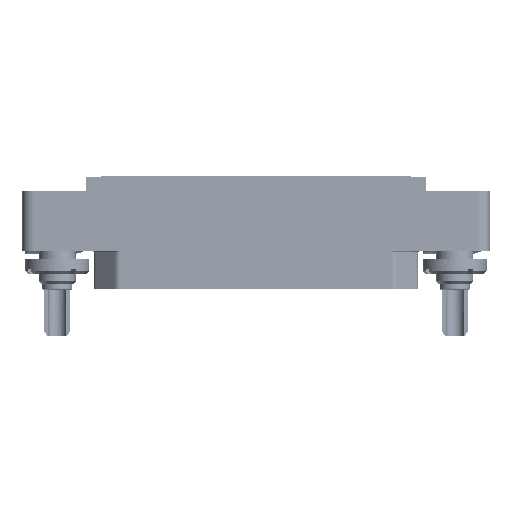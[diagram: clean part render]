
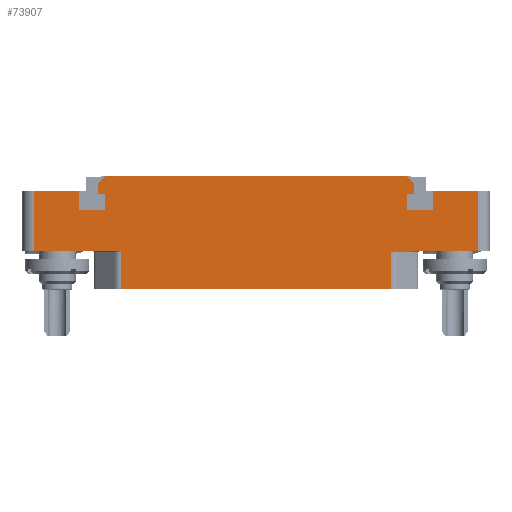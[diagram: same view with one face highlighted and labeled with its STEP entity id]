
A CAD part, top view. The second image highlights one B-rep face of the part: STEP entity #73907.
In plain terms, the highlighted planar face has unit normal (0, 0, 1).
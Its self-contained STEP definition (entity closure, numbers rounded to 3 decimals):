
#1=DIRECTION('',(1.,0.,0.));
#2=VECTOR('',#1,7.8);
#3=CARTESIAN_POINT('',(-38.,10.25,7.));
#4=LINE('',#3,#2);
#5=DIRECTION('',(0.,-1.,0.));
#6=VECTOR('',#5,3.2);
#7=CARTESIAN_POINT('',(-30.2,10.25,7.));
#8=LINE('',#7,#6);
#9=DIRECTION('',(1.,0.,0.));
#10=VECTOR('',#9,4.4);
#11=CARTESIAN_POINT('',(-30.2,7.05,7.));
#12=LINE('',#11,#10);
#13=DIRECTION('',(0.,1.,0.));
#14=VECTOR('',#13,2.6);
#15=CARTESIAN_POINT('',(-25.8,7.05,7.));
#16=LINE('',#15,#14);
#17=DIRECTION('',(-1.,0.,0.));
#18=VECTOR('',#17,1.2);
#19=CARTESIAN_POINT('',(-25.8,9.65,7.));
#20=LINE('',#19,#18);
#21=DIRECTION('',(0.,-1.,0.));
#22=VECTOR('',#21,1.9);
#23=CARTESIAN_POINT('',(-27.,11.55,7.));
#24=LINE('',#23,#22);
#25=DIRECTION('',(1.,0.,0.));
#26=VECTOR('',#25,51.6);
#27=CARTESIAN_POINT('',(-25.8,12.75,7.));
#28=LINE('',#27,#26);
#29=DIRECTION('',(0.,-1.,0.));
#30=VECTOR('',#29,1.9);
#31=CARTESIAN_POINT('',(27.,11.55,7.));
#32=LINE('',#31,#30);
#33=DIRECTION('',(-1.,0.,0.));
#34=VECTOR('',#33,1.2);
#35=CARTESIAN_POINT('',(27.,9.65,7.));
#36=LINE('',#35,#34);
#37=DIRECTION('',(0.,-1.,0.));
#38=VECTOR('',#37,2.6);
#39=CARTESIAN_POINT('',(25.8,9.65,7.));
#40=LINE('',#39,#38);
#41=DIRECTION('',(1.,0.,0.));
#42=VECTOR('',#41,4.4);
#43=CARTESIAN_POINT('',(25.8,7.05,7.));
#44=LINE('',#43,#42);
#45=DIRECTION('',(0.,1.,0.));
#46=VECTOR('',#45,3.2);
#47=CARTESIAN_POINT('',(30.2,7.05,7.));
#48=LINE('',#47,#46);
#49=DIRECTION('',(1.,0.,0.));
#50=VECTOR('',#49,7.8);
#51=CARTESIAN_POINT('',(30.2,10.25,7.));
#52=LINE('',#51,#50);
#109=DIRECTION('',(1.,0.,0.));
#110=VECTOR('',#109,14.082);
#111=CARTESIAN_POINT('',(23.918,0.,7.));
#112=LINE('',#111,#110);
#3676=DIRECTION('',(-1.,0.,0.));
#3677=VECTOR('',#3676,46.236);
#3678=CARTESIAN_POINT('',(23.118,-6.5,7.));
#3679=LINE('',#3678,#3677);
#3767=DIRECTION('',(1.,0.,0.));
#3768=VECTOR('',#3767,14.082);
#3769=CARTESIAN_POINT('',(-38.,0.,7.));
#3770=LINE('',#3769,#3768);
#7201=DIRECTION('',(0.,-1.,0.));
#7202=VECTOR('',#7201,10.25);
#7203=CARTESIAN_POINT('',(-38.,10.25,7.));
#7204=LINE('',#7203,#7202);
#9133=DIRECTION('',(0.707,-0.707,0.));
#9134=VECTOR('',#9133,1.697);
#9135=CARTESIAN_POINT('',(25.8,12.75,7.));
#9136=LINE('',#9135,#9134);
#9141=DIRECTION('',(-0.707,-0.707,0.));
#9142=VECTOR('',#9141,1.697);
#9143=CARTESIAN_POINT('',(-25.8,12.75,7.));
#9144=LINE('',#9143,#9142);
#59252=CARTESIAN_POINT('',(-23.918,0.,7.));
#59253=CARTESIAN_POINT('',(-23.907,0.,7.));
#59254=CARTESIAN_POINT('',(-23.884,0.,7.));
#59255=CARTESIAN_POINT('',(-23.85,-0.002,7.));
#59256=CARTESIAN_POINT('',(-23.814,-0.005,7.));
#59257=CARTESIAN_POINT('',(-23.776,-0.01,7.));
#59258=CARTESIAN_POINT('',(-23.734,-0.016,7.));
#59259=CARTESIAN_POINT('',(-23.688,-0.024,7.));
#59260=CARTESIAN_POINT('',(-23.636,-0.035,7.));
#59261=CARTESIAN_POINT('',(-23.577,-0.049,7.));
#59262=CARTESIAN_POINT('',(-23.515,-0.066,7.));
#59263=CARTESIAN_POINT('',(-23.451,-0.085,7.));
#59264=CARTESIAN_POINT('',(-23.385,-0.106,7.));
#59265=CARTESIAN_POINT('',(-23.318,-0.128,7.));
#59266=CARTESIAN_POINT('',(-23.251,-0.152,7.));
#59267=CARTESIAN_POINT('',(-23.184,-0.176,7.));
#59268=CARTESIAN_POINT('',(-23.14,-0.192,7.));
#59269=CARTESIAN_POINT('',(-23.118,-0.2,7.));
#59271=DIRECTION('',(0.,1.,0.));
#59272=VECTOR('',#59271,6.3);
#59273=CARTESIAN_POINT('',(-23.118,-6.5,7.));
#59274=LINE('',#59273,#59272);
#59347=DIRECTION('',(0.,1.,0.));
#59348=VECTOR('',#59347,6.3);
#59349=CARTESIAN_POINT('',(23.118,-6.5,7.));
#59350=LINE('',#59349,#59348);
#59356=CARTESIAN_POINT('',(23.118,-0.2,7.));
#59357=CARTESIAN_POINT('',(23.14,-0.192,7.));
#59358=CARTESIAN_POINT('',(23.184,-0.176,7.));
#59359=CARTESIAN_POINT('',(23.251,-0.152,7.));
#59360=CARTESIAN_POINT('',(23.318,-0.128,7.));
#59361=CARTESIAN_POINT('',(23.385,-0.106,7.));
#59362=CARTESIAN_POINT('',(23.451,-0.085,7.));
#59363=CARTESIAN_POINT('',(23.515,-0.066,7.));
#59364=CARTESIAN_POINT('',(23.577,-0.049,7.));
#59365=CARTESIAN_POINT('',(23.636,-0.035,7.));
#59366=CARTESIAN_POINT('',(23.688,-0.024,7.));
#59367=CARTESIAN_POINT('',(23.734,-0.016,7.));
#59368=CARTESIAN_POINT('',(23.776,-0.01,7.));
#59369=CARTESIAN_POINT('',(23.814,-0.005,7.));
#59370=CARTESIAN_POINT('',(23.85,-0.002,7.));
#59371=CARTESIAN_POINT('',(23.884,0.,7.));
#59372=CARTESIAN_POINT('',(23.907,0.,7.));
#59373=CARTESIAN_POINT('',(23.918,0.,7.));
#59421=DIRECTION('',(0.,1.,0.));
#59422=VECTOR('',#59421,10.25);
#59423=CARTESIAN_POINT('',(38.,0.,7.));
#59424=LINE('',#59423,#59422);
#61958=CARTESIAN_POINT('',(-30.2,10.25,7.));
#61959=CARTESIAN_POINT('',(-30.2,7.05,7.));
#61960=VERTEX_POINT('',#61958);
#61961=VERTEX_POINT('',#61959);
#61962=CARTESIAN_POINT('',(-25.8,7.05,7.));
#61963=VERTEX_POINT('',#61962);
#61964=CARTESIAN_POINT('',(-25.8,9.65,7.));
#61965=VERTEX_POINT('',#61964);
#61966=CARTESIAN_POINT('',(-27.,9.65,7.));
#61967=VERTEX_POINT('',#61966);
#61968=CARTESIAN_POINT('',(27.,9.65,7.));
#61969=CARTESIAN_POINT('',(25.8,9.65,7.));
#61970=VERTEX_POINT('',#61968);
#61971=VERTEX_POINT('',#61969);
#61972=CARTESIAN_POINT('',(25.8,7.05,7.));
#61973=VERTEX_POINT('',#61972);
#61974=CARTESIAN_POINT('',(30.2,7.05,7.));
#61975=VERTEX_POINT('',#61974);
#61976=CARTESIAN_POINT('',(30.2,10.25,7.));
#61977=VERTEX_POINT('',#61976);
#61982=CARTESIAN_POINT('',(-27.,11.55,7.));
#61984=VERTEX_POINT('',#61982);
#61986=CARTESIAN_POINT('',(-25.8,12.75,7.));
#61987=VERTEX_POINT('',#61986);
#61988=CARTESIAN_POINT('',(27.,11.55,7.));
#61990=VERTEX_POINT('',#61988);
#61992=CARTESIAN_POINT('',(25.8,12.75,7.));
#61993=VERTEX_POINT('',#61992);
#62070=CARTESIAN_POINT('',(38.,0.,7.));
#62071=CARTESIAN_POINT('',(38.,10.25,7.));
#62072=VERTEX_POINT('',#62070);
#62073=VERTEX_POINT('',#62071);
#62078=CARTESIAN_POINT('',(-38.,10.25,7.));
#62079=CARTESIAN_POINT('',(-38.,0.,7.));
#62080=VERTEX_POINT('',#62078);
#62081=VERTEX_POINT('',#62079);
#62303=CARTESIAN_POINT('',(23.118,-6.5,7.));
#62305=VERTEX_POINT('',#62303);
#62306=CARTESIAN_POINT('',(-23.118,-6.5,7.));
#62308=VERTEX_POINT('',#62306);
#62338=CARTESIAN_POINT('',(-23.118,-0.2,7.));
#62339=VERTEX_POINT('',#62338);
#62340=CARTESIAN_POINT('',(-23.918,0.,7.));
#62341=VERTEX_POINT('',#62340);
#62342=CARTESIAN_POINT('',(23.118,-0.2,7.));
#62344=VERTEX_POINT('',#62342);
#62346=CARTESIAN_POINT('',(23.918,0.,7.));
#62348=VERTEX_POINT('',#62346);
#73852=CARTESIAN_POINT('',(0.,0.,7.));
#73853=DIRECTION('',(0.,0.,-1.));
#73854=DIRECTION('',(-1.,0.,0.));
#73855=AXIS2_PLACEMENT_3D('',#73852,#73853,#73854);
#73856=PLANE('',#73855);
#73858=ORIENTED_EDGE('',*,*,#73857,.F.);
#73860=ORIENTED_EDGE('',*,*,#73859,.F.);
#73862=ORIENTED_EDGE('',*,*,#73861,.F.);
#73864=ORIENTED_EDGE('',*,*,#73863,.T.);
#73866=ORIENTED_EDGE('',*,*,#73865,.T.);
#73868=ORIENTED_EDGE('',*,*,#73867,.F.);
#73870=ORIENTED_EDGE('',*,*,#73869,.F.);
#73872=ORIENTED_EDGE('',*,*,#73871,.F.);
#73874=ORIENTED_EDGE('',*,*,#73873,.T.);
#73876=ORIENTED_EDGE('',*,*,#73875,.T.);
#73878=ORIENTED_EDGE('',*,*,#73877,.T.);
#73880=ORIENTED_EDGE('',*,*,#73879,.T.);
#73882=ORIENTED_EDGE('',*,*,#73881,.T.);
#73884=ORIENTED_EDGE('',*,*,#73883,.F.);
#73886=ORIENTED_EDGE('',*,*,#73885,.F.);
#73888=ORIENTED_EDGE('',*,*,#73887,.T.);
#73890=ORIENTED_EDGE('',*,*,#73889,.T.);
#73892=ORIENTED_EDGE('',*,*,#73891,.T.);
#73894=ORIENTED_EDGE('',*,*,#73893,.T.);
#73896=ORIENTED_EDGE('',*,*,#73895,.T.);
#73898=ORIENTED_EDGE('',*,*,#73897,.T.);
#73900=ORIENTED_EDGE('',*,*,#73899,.T.);
#73902=ORIENTED_EDGE('',*,*,#73901,.T.);
#73904=ORIENTED_EDGE('',*,*,#73903,.F.);
#73905=EDGE_LOOP('',(#73858,#73860,#73862,#73864,#73866,#73868,#73870,#73872,
#73874,#73876,#73878,#73880,#73882,#73884,#73886,#73888,#73890,#73892,#73894,
#73896,#73898,#73900,#73902,#73904));
#73906=FACE_OUTER_BOUND('',#73905,.F.);
#73907=ADVANCED_FACE('',(#73906),#73856,.F.);
#59270=B_SPLINE_CURVE_WITH_KNOTS('',3,(#59252,#59253,#59254,#59255,#59256,
#59257,#59258,#59259,#59260,#59261,#59262,#59263,#59264,#59265,#59266,#59267,
#59268,#59269),.UNSPECIFIED.,.F.,.F.,(4,1,1,1,1,1,1,1,1,1,1,1,1,1,1,4),(0.,
0.067,0.133,0.2,0.267,0.333,
0.4,0.467,0.533,0.6,0.667,
0.733,0.8,0.867,0.933,1.),
.UNSPECIFIED.);
#59374=B_SPLINE_CURVE_WITH_KNOTS('',3,(#59356,#59357,#59358,#59359,#59360,
#59361,#59362,#59363,#59364,#59365,#59366,#59367,#59368,#59369,#59370,#59371,
#59372,#59373),.UNSPECIFIED.,.F.,.F.,(4,1,1,1,1,1,1,1,1,1,1,1,1,1,1,4),(0.,
0.067,0.133,0.2,0.267,0.333,
0.4,0.467,0.533,0.6,0.667,
0.733,0.8,0.867,0.933,1.),
.UNSPECIFIED.);
#73857=EDGE_CURVE('',#62348,#62072,#112,.T.);
#73859=EDGE_CURVE('',#62344,#62348,#59374,.T.);
#73861=EDGE_CURVE('',#62305,#62344,#59350,.T.);
#73863=EDGE_CURVE('',#62305,#62308,#3679,.T.);
#73865=EDGE_CURVE('',#62308,#62339,#59274,.T.);
#73867=EDGE_CURVE('',#62341,#62339,#59270,.T.);
#73869=EDGE_CURVE('',#62081,#62341,#3770,.T.);
#73871=EDGE_CURVE('',#62080,#62081,#7204,.T.);
#73873=EDGE_CURVE('',#62080,#61960,#4,.T.);
#73875=EDGE_CURVE('',#61960,#61961,#8,.T.);
#73877=EDGE_CURVE('',#61961,#61963,#12,.T.);
#73879=EDGE_CURVE('',#61963,#61965,#16,.T.);
#73881=EDGE_CURVE('',#61965,#61967,#20,.T.);
#73883=EDGE_CURVE('',#61984,#61967,#24,.T.);
#73885=EDGE_CURVE('',#61987,#61984,#9144,.T.);
#73887=EDGE_CURVE('',#61987,#61993,#28,.T.);
#73889=EDGE_CURVE('',#61993,#61990,#9136,.T.);
#73891=EDGE_CURVE('',#61990,#61970,#32,.T.);
#73893=EDGE_CURVE('',#61970,#61971,#36,.T.);
#73895=EDGE_CURVE('',#61971,#61973,#40,.T.);
#73897=EDGE_CURVE('',#61973,#61975,#44,.T.);
#73899=EDGE_CURVE('',#61975,#61977,#48,.T.);
#73901=EDGE_CURVE('',#61977,#62073,#52,.T.);
#73903=EDGE_CURVE('',#62072,#62073,#59424,.T.);
